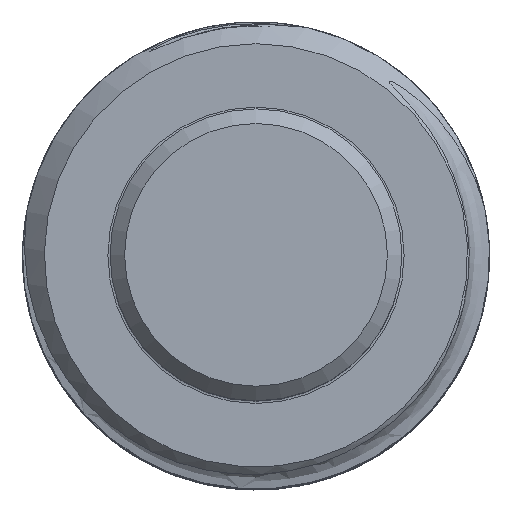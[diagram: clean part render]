
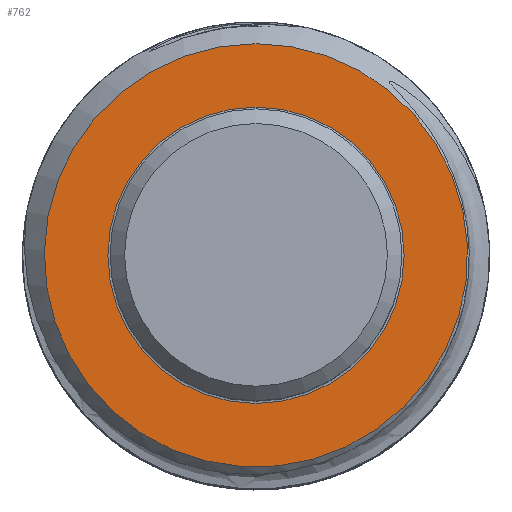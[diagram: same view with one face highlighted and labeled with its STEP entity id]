
A CAD part, top view. The second image highlights one B-rep face of the part: STEP entity #762.
In plain terms, the highlighted planar face has unit normal (0, 0, 1).
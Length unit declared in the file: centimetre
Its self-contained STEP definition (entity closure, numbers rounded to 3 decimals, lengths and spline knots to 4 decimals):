
#133=PLANE('',#803);
#213=VERTEX_POINT('',#29849);
#214=VERTEX_POINT('',#29852);
#233=CIRCLE('',#802,1.45);
#234=CIRCLE('',#804,1.015);
#345=EDGE_CURVE('',#213,#213,#233,.T.);
#346=EDGE_CURVE('',#214,#214,#234,.T.);
#565=ORIENTED_EDGE('',*,*,#346,.F.);
#566=ORIENTED_EDGE('',*,*,#345,.F.);
#636=EDGE_LOOP('',(#565));
#637=EDGE_LOOP('',(#566));
#707=FACE_BOUND('',#636,.T.);
#708=FACE_BOUND('',#637,.T.);
#762=ADVANCED_FACE('',(#707,#708),#133,.T.);
#802=AXIS2_PLACEMENT_3D('',#29848,#29925,#29926);
#803=AXIS2_PLACEMENT_3D('',#29850,#29927,$);
#804=AXIS2_PLACEMENT_3D('',#29851,#29928,#29929);
#29848=CARTESIAN_POINT('',(0.,0.,-1.9));
#29849=CARTESIAN_POINT('',(0.,1.45,-1.9));
#29850=CARTESIAN_POINT('',(0.,1.3075,-1.9));
#29851=CARTESIAN_POINT('',(0.,0.,-1.9));
#29852=CARTESIAN_POINT('',(0.,1.015,-1.9));
#29925=DIRECTION('',(0.,0.,-1.));
#29926=DIRECTION('',(0.,-1.45,0.));
#29927=DIRECTION('',(0.,0.,1.));
#29928=DIRECTION('',(0.,0.,1.));
#29929=DIRECTION('',(0.,1.015,0.));
